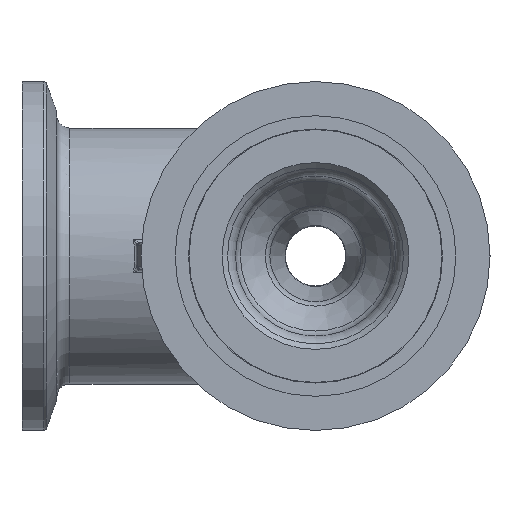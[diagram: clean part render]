
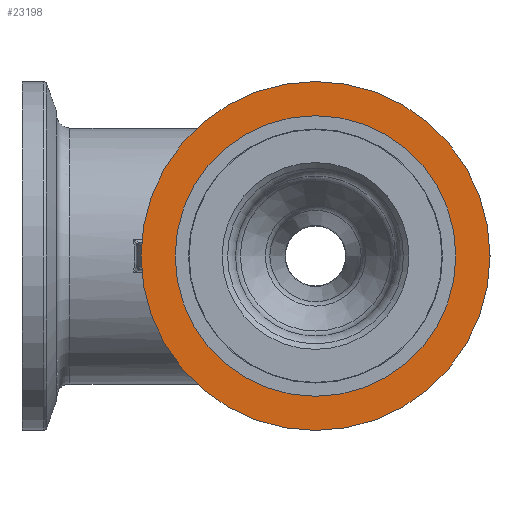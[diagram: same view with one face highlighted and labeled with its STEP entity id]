
A CAD part, left-side view. The second image highlights one B-rep face of the part: STEP entity #23198.
In plain terms, the highlighted planar face has unit normal (-1, 0, 0).
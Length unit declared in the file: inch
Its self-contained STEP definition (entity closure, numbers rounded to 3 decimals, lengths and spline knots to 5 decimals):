
#21985=CARTESIAN_POINT('',(0.0,1.635,0.0));
#21986=VERTEX_POINT('',#21985);
#21987=CARTESIAN_POINT('',(0.0,0.0,0.0));
#21988=DIRECTION('',(1.0,0.0,0.0));
#21989=DIRECTION('',(0.0,1.0,0.0));
#21990=AXIS2_PLACEMENT_3D('',#21987,#21988,#21989);
#21991=CIRCLE('',#21990,1.635);
#21992=EDGE_CURVE('',#21986,#21986,#21991,.T.);
#23140=CARTESIAN_POINT('',(0.0,0.0,1.315));
#23141=VERTEX_POINT('',#23140);
#23142=CARTESIAN_POINT('',(0.0,0.0,0.0));
#23143=DIRECTION('',(1.0,0.0,0.0));
#23144=DIRECTION('',(0.0,0.0,1.0));
#23145=AXIS2_PLACEMENT_3D('',#23142,#23143,#23144);
#23146=CIRCLE('',#23145,1.315);
#23147=EDGE_CURVE('',#23141,#23141,#23146,.T.);
#23187=CARTESIAN_POINT('',(0.0,0.8175,0.0));
#23188=DIRECTION('',(-1.0,0.0,0.0));
#23189=DIRECTION('',(0.0,0.0,1.0));
#23190=AXIS2_PLACEMENT_3D('',#23187,#23188,#23189);
#23191=PLANE('',#23190);
#23192=ORIENTED_EDGE('',*,*,#21992,.F.);
#23193=EDGE_LOOP('',(#23192));
#23194=FACE_OUTER_BOUND('',#23193,.T.);
#23195=ORIENTED_EDGE('',*,*,#23147,.T.);
#23196=EDGE_LOOP('',(#23195));
#23197=FACE_BOUND('',#23196,.T.);
#23198=ADVANCED_FACE('',(#23194,#23197),#23191,.T.);
